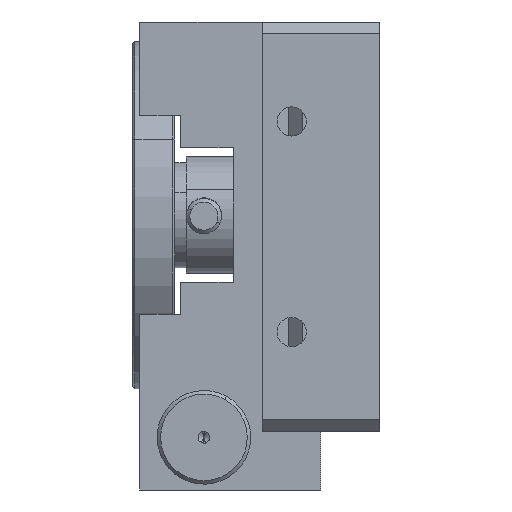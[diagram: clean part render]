
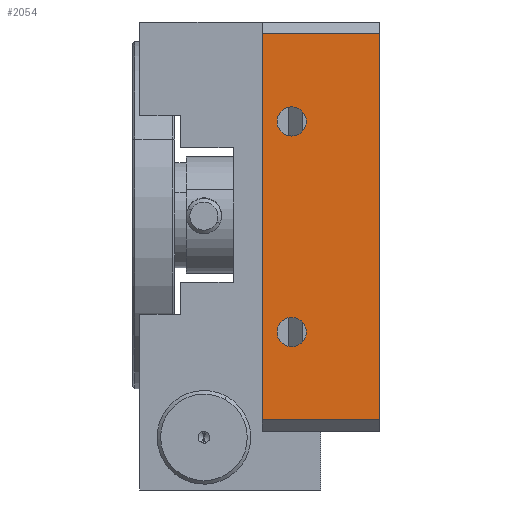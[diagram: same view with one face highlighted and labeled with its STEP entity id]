
A CAD part, left-side view. The second image highlights one B-rep face of the part: STEP entity #2054.
In plain terms, the highlighted planar face has unit normal (-1, 0, 0).
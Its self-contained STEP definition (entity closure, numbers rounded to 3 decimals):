
#288 = EDGE_LOOP ( 'NONE', ( #1892, #1775 ) ) ;
#405 = EDGE_LOOP ( 'NONE', ( #1876, #1929, #1916, #2038 ) ) ;
#459 = EDGE_LOOP ( 'NONE', ( #1958, #1878 ) ) ;
#644 = EDGE_CURVE ( 'NONE', #6778, #6739, #5854, .T. ) ;
#650 = EDGE_CURVE ( 'NONE', #6777, #6767, #5858, .T. ) ;
#709 = FACE_BOUND ( 'NONE', #288, .T. ) ;
#730 = FACE_BOUND ( 'NONE', #459, .T. ) ;
#936 = CIRCLE ( 'NONE', #1175, 1.25 ) ;
#937 = CIRCLE ( 'NONE', #1183, 1.25 ) ;
#1164 = VECTOR ( 'NONE', #4185, 1000. ) ;
#1175 = AXIS2_PLACEMENT_3D ( 'NONE', #4161, #4174, #4175 ) ;
#1176 = VECTOR ( 'NONE', #4167, 1000. ) ;
#1179 = VECTOR ( 'NONE', #4170, 1000. ) ;
#1181 = VECTOR ( 'NONE', #4173, 1000. ) ;
#1183 = AXIS2_PLACEMENT_3D ( 'NONE', #4143, #4159, #4160 ) ;
#1673 = VERTEX_POINT ( 'NONE', #3464 ) ;
#1674 = VERTEX_POINT ( 'NONE', #3465 ) ;
#1677 = VERTEX_POINT ( 'NONE', #3468 ) ;
#1775 = ORIENTED_EDGE ( 'NONE', *, *, #644, .T. ) ;
#1876 = ORIENTED_EDGE ( 'NONE', *, *, #2398, .T. ) ;
#1878 = ORIENTED_EDGE ( 'NONE', *, *, #650, .T. ) ;
#1892 = ORIENTED_EDGE ( 'NONE', *, *, #2395, .T. ) ;
#1916 = ORIENTED_EDGE ( 'NONE', *, *, #2397, .T. ) ;
#1929 = ORIENTED_EDGE ( 'NONE', *, *, #2399, .T. ) ;
#1958 = ORIENTED_EDGE ( 'NONE', *, *, #2400, .T. ) ;
#2038 = ORIENTED_EDGE ( 'NONE', *, *, #2403, .T. ) ;
#2054 = ADVANCED_FACE ( 'NONE', ( #709, #730, #6325 ), #7208, .F. ) ;
#2395 = EDGE_CURVE ( 'NONE', #6739, #6778, #937, .T. ) ;
#2397 = EDGE_CURVE ( 'NONE', #5533, #1673, #4165, .T. ) ;
#2398 = EDGE_CURVE ( 'NONE', #1677, #1674, #4168, .T. ) ;
#2399 = EDGE_CURVE ( 'NONE', #1674, #5533, #4171, .T. ) ;
#2400 = EDGE_CURVE ( 'NONE', #6767, #6777, #936, .T. ) ;
#2403 = EDGE_CURVE ( 'NONE', #1673, #1677, #4183, .T. ) ;
#3236 = CARTESIAN_POINT ( 'NONE',  ( -17.5, 7.5, 9. ) ) ;
#3243 = DIRECTION ( 'NONE',  ( 1., 0., 0. ) ) ;
#3244 = DIRECTION ( 'NONE',  ( 0., 0., -1. ) ) ;
#3260 = CARTESIAN_POINT ( 'NONE',  ( -17.5, 7.5, -9. ) ) ;
#3261 = DIRECTION ( 'NONE',  ( 1., 0., 0. ) ) ;
#3262 = DIRECTION ( 'NONE',  ( 0., 0., -1. ) ) ;
#3464 = CARTESIAN_POINT ( 'NONE',  ( -17.5, 10., 16.5 ) ) ;
#3465 = CARTESIAN_POINT ( 'NONE',  ( -17.5, 0., -16.5 ) ) ;
#3468 = CARTESIAN_POINT ( 'NONE',  ( -17.5, 10., -16.5 ) ) ;
#4143 = CARTESIAN_POINT ( 'NONE',  ( -17.5, 7.5, 9. ) ) ;
#4159 = DIRECTION ( 'NONE',  ( 1., 0., 0. ) ) ;
#4160 = DIRECTION ( 'NONE',  ( 0., 0., -1. ) ) ;
#4161 = CARTESIAN_POINT ( 'NONE',  ( -17.5, 7.5, -9. ) ) ;
#4165 = LINE ( 'NONE', #4166, #1176 ) ;
#4166 = CARTESIAN_POINT ( 'NONE',  ( -17.5, 10., 16.5 ) ) ;
#4167 = DIRECTION ( 'NONE',  ( 0., 1., 0. ) ) ;
#4168 = LINE ( 'NONE', #4169, #1179 ) ;
#4169 = CARTESIAN_POINT ( 'NONE',  ( -17.5, -10., -16.5 ) ) ;
#4170 = DIRECTION ( 'NONE',  ( 0., -1., 0. ) ) ;
#4171 = LINE ( 'NONE', #4172, #1181 ) ;
#4172 = CARTESIAN_POINT ( 'NONE',  ( -17.5, 0., 17.5 ) ) ;
#4173 = DIRECTION ( 'NONE',  ( 0., 0., 1. ) ) ;
#4174 = DIRECTION ( 'NONE',  ( 1., 0., 0. ) ) ;
#4175 = DIRECTION ( 'NONE',  ( 0., 0., -1. ) ) ;
#4183 = LINE ( 'NONE', #4184, #1164 ) ;
#4184 = CARTESIAN_POINT ( 'NONE',  ( -17.5, 10., 17.5 ) ) ;
#4185 = DIRECTION ( 'NONE',  ( 0., 0., -1. ) ) ;
#4204 = CARTESIAN_POINT ( 'NONE',  ( -17.5, 7.5, 7.75 ) ) ;
#4232 = CARTESIAN_POINT ( 'NONE',  ( -17.5, 7.5, -10.25 ) ) ;
#4242 = CARTESIAN_POINT ( 'NONE',  ( -17.5, 7.5, -7.75 ) ) ;
#4243 = CARTESIAN_POINT ( 'NONE',  ( -17.5, 7.5, 10.25 ) ) ;
#4926 = CARTESIAN_POINT ( 'NONE',  ( -17.5, 0., 16.5 ) ) ;
#5533 = VERTEX_POINT ( 'NONE', #4926 ) ;
#5854 = CIRCLE ( 'NONE', #5953, 1.25 ) ;
#5858 = CIRCLE ( 'NONE', #5957, 1.25 ) ;
#5953 = AXIS2_PLACEMENT_3D ( 'NONE', #3236, #3243, #3244 ) ;
#5957 = AXIS2_PLACEMENT_3D ( 'NONE', #3260, #3261, #3262 ) ;
#6317 = AXIS2_PLACEMENT_3D ( 'NONE', #7209, #7210, #7211 ) ;
#6325 = FACE_OUTER_BOUND ( 'NONE', #405, .T. ) ;
#6739 = VERTEX_POINT ( 'NONE', #4204 ) ;
#6767 = VERTEX_POINT ( 'NONE', #4232 ) ;
#6777 = VERTEX_POINT ( 'NONE', #4242 ) ;
#6778 = VERTEX_POINT ( 'NONE', #4243 ) ;
#7208 = PLANE ( 'NONE',  #6317 ) ;
#7209 = CARTESIAN_POINT ( 'NONE',  ( -17.5, 10., 17.5 ) ) ;
#7210 = DIRECTION ( 'NONE',  ( 1., 0., 0. ) ) ;
#7211 = DIRECTION ( 'NONE',  ( 0., 0., -1. ) ) ;
